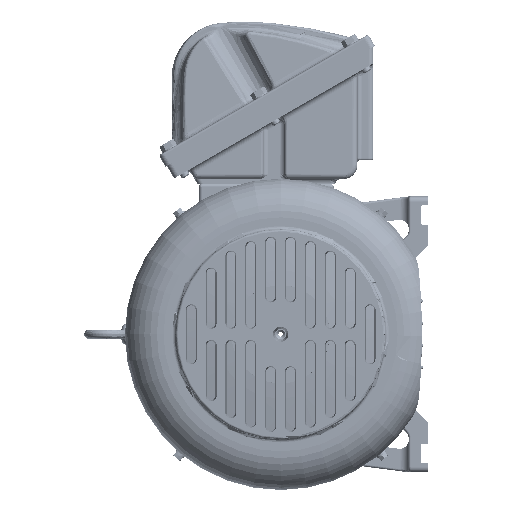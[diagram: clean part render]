
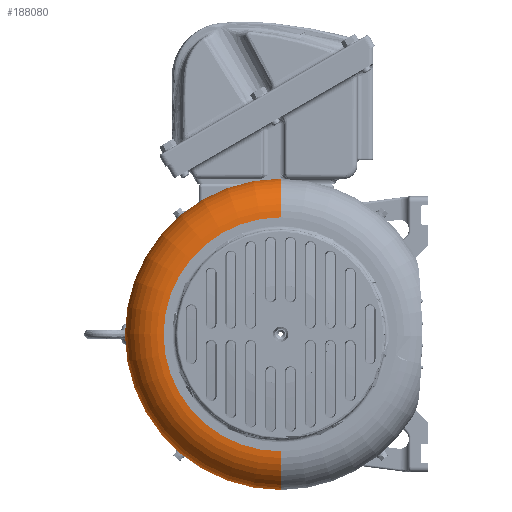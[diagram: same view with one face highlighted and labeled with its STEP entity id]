
A CAD part, left-side view. The second image highlights one B-rep face of the part: STEP entity #188080.
In plain terms, the highlighted toroidal (fillet/blend) face has major radius 106 mm and minor radius 35 mm.
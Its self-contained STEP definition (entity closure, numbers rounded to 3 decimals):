
#186755=CARTESIAN_POINT('Vertex',(-172.,0.,141.)) ;
#187068=CARTESIAN_POINT('Vertex',(-172.,0.,-141.)) ;
#187071=CARTESIAN_POINT('Axis2P3D Location',(-172.,0.,0.)) ;
#187258=CARTESIAN_POINT('Axis2P3D Location',(-172.,0.,-106.)) ;
#187262=CARTESIAN_POINT('Vertex',(-207.,0.,-106.)) ;
#187368=CARTESIAN_POINT('Axis2P3D Location',(-172.,0.,106.)) ;
#187372=CARTESIAN_POINT('Vertex',(-207.,0.,106.)) ;
#188064=CARTESIAN_POINT('Axis2P3D Location',(-172.,0.,0.)) ;
#188069=CARTESIAN_POINT('Axis2P3D Location',(-207.,0.,0.)) ;
#187072=DIRECTION('Axis2P3D Direction',(-1.,0.,0.)) ;
#187259=DIRECTION('Axis2P3D Direction',(0.,1.,0.)) ;
#187369=DIRECTION('Axis2P3D Direction',(-0.,-1.,0.)) ;
#188065=DIRECTION('Axis2P3D Direction',(-1.,0.,0.)) ;
#188066=DIRECTION('Axis2P3D XDirection',(0.,0.,1.)) ;
#188070=DIRECTION('Axis2P3D Direction',(-1.,0.,0.)) ;
#187073=AXIS2_PLACEMENT_3D('Circle Axis2P3D',#187071,#187072,$) ;
#187260=AXIS2_PLACEMENT_3D('Circle Axis2P3D',#187258,#187259,$) ;
#187370=AXIS2_PLACEMENT_3D('Circle Axis2P3D',#187368,#187369,$) ;
#188067=AXIS2_PLACEMENT_3D('Torus Axis2P3D',#188064,#188065,#188066) ;
#188071=AXIS2_PLACEMENT_3D('Circle Axis2P3D',#188069,#188070,$) ;
#188075=ORIENTED_EDGE('',*,*,#187075,.F.) ;
#188076=ORIENTED_EDGE('',*,*,#187264,.T.) ;
#188077=ORIENTED_EDGE('',*,*,#188073,.F.) ;
#188078=ORIENTED_EDGE('',*,*,#187374,.F.) ;
#188080=ADVANCED_FACE('\X2\51434EF6672C9AD4\X0\',(#188079),#188068,.T.) ;
#187074=CIRCLE('generated circle',#187073,141.) ;
#187261=CIRCLE('generated circle',#187260,35.) ;
#187371=CIRCLE('generated circle',#187370,35.) ;
#188072=CIRCLE('generated circle',#188071,106.) ;
#188068=TOROIDAL_SURFACE('homeo Torus',#188067,106.,35.) ;
#187075=EDGE_CURVE('',#187069,#186756,#187074,.F.) ;
#187264=EDGE_CURVE('',#187069,#187263,#187261,.T.) ;
#187374=EDGE_CURVE('',#186756,#187373,#187371,.T.) ;
#188073=EDGE_CURVE('',#187373,#187263,#188072,.T.) ;
#188074=EDGE_LOOP('',(#188075,#188076,#188077,#188078)) ;
#188079=FACE_OUTER_BOUND('',#188074,.T.) ;
#186756=VERTEX_POINT('',#186755) ;
#187069=VERTEX_POINT('',#187068) ;
#187263=VERTEX_POINT('',#187262) ;
#187373=VERTEX_POINT('',#187372) ;
